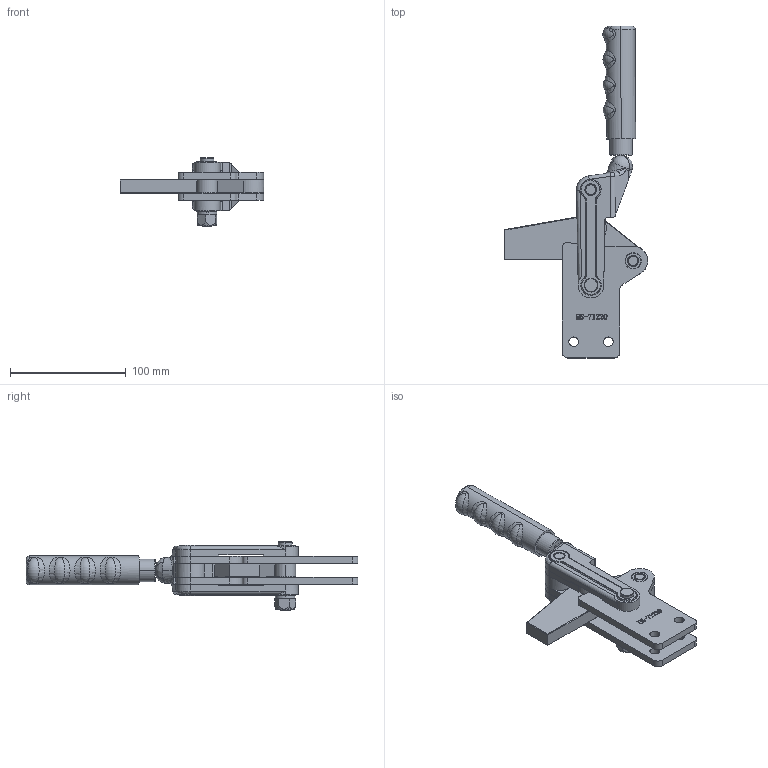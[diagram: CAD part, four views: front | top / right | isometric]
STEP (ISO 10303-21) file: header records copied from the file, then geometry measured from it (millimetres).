
FILE_DESCRIPTION (( 'STEP AP203' ), '1' );
FILE_NAME ('HS-71220 .STEP', '2019-08-28T03:01:50', ( '微软用户' ), ( '微软中国' ), 'SwSTEP 2.0', 'SolidWorks 2012', '' );
FILE_SCHEMA (( 'CONFIG_CONTROL_DESIGN' ));
Length unit declared in the file: millimetre
Products named in the file (15): HS-71220 ; prevailing torque hex nuts 1-fine pitch gb_GB_HEXAGON_LOCK_TYPE2 M10-N; curved single coil spring lock washers gb_GB_FASTENER_WASHER_CSLW 10; T倛种; 酗种; 眻种; 苤杶; 湮杶; 忒參杶; 階杶; 忒參翐; 人头马; 揤旋; 蟀裝; 菁釱
Assembly tree (22 placements, depth 2):
  HS-71220 
    菁釱
    蟀裝  x2
    揤旋
    人头马
    忒參翐
    階杶
    忒參杶
    湮杶  x4
    苤杶  x4
    眻种  x2
    酗种
    T倛种
    curved single coil spring lock washers gb_GB_FASTENER_WASHER_CSLW 10
    prevailing torque hex nuts 1-fine pitch gb_GB_HEXAGON_LOCK_TYPE2 M10-N
Bounding box: 124 x 287.3 x 59.5 mm (x, y, z)
Volume: 257399.6 mm3; surface area: 99817.1 mm2
Topology: 23 solids, 23 shells, 831 faces, 2071 edges, 1319 vertices
Faces by surface type: plane 327, bspline 203, cylinder 170, cone 124, torus 7
Entity records: 36961 total; most frequent: CARTESIAN_POINT 18864, ORIENTED_EDGE 3688, DIRECTION 2830, EDGE_CURVE 1844, VERTEX_POINT 1188, VECTOR 1020, LINE 1020, AXIS2_PLACEMENT_3D 905
